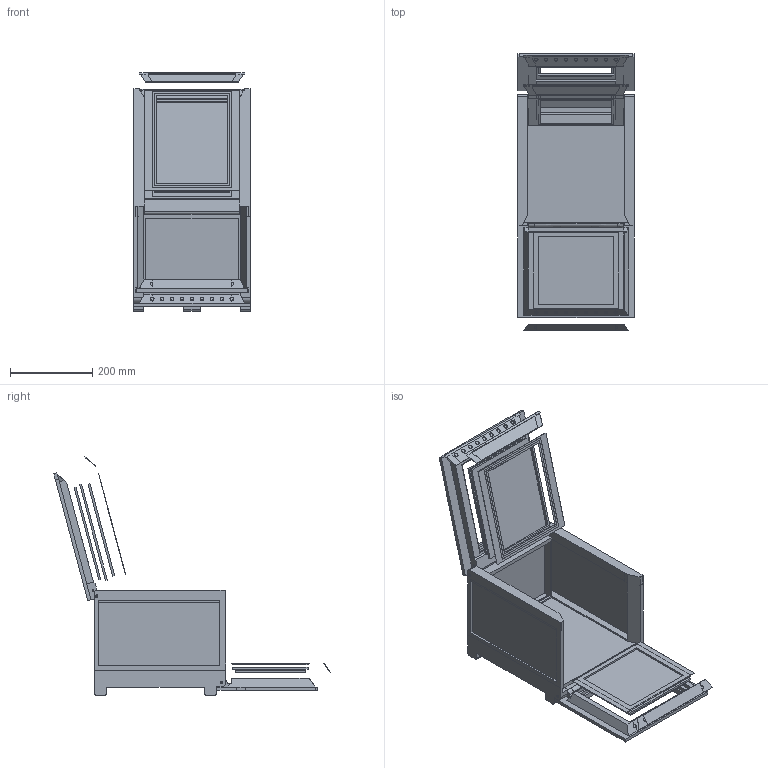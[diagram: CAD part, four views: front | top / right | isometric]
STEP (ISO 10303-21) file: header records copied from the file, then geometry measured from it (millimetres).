
FILE_DESCRIPTION(/* description */ (''),/* implementation_level */ '2;1');
FILE_NAME(/* name */ 'The Ant Cave Public.step',/* time_stamp */ '2020-03-22T13:32:17+01:00',/* author */ (''),/* organization */ (''),/* preprocessor_version */ 'ST-DEVELOPER v18',/* originating_system */ 'Autodesk Translation Framework v8.12.0.6',/* authorisation */ '');
FILE_SCHEMA (('AUTOMOTIVE_DESIGN { 1 0 10303 214 3 1 1 }'));
Length unit declared in the file: millimetre
Products named in the file (1): The mini Voron v2
Bounding box: 283 x 672 x 579.58 mm (x, y, z)
Volume: 5746002.7 mm3; surface area: 1758922.3 mm2
Topology: 19 solids, 21 shells, 540 faces, 1436 edges, 971 vertices
Faces by surface type: plane 480, cylinder 57, bspline 3
Full cylindrical faces by diameter (mm): 3 x2, 3.5 x6, 5.5 x11, 6.5 x4, 9 x18
Entity records: 16830 total; most frequent: CARTESIAN_POINT 3041, ORIENTED_EDGE 2876, DIRECTION 2652, EDGE_CURVE 1438, LINE 1294, VECTOR 1294, VERTEX_POINT 971, AXIS2_PLACEMENT_3D 679
